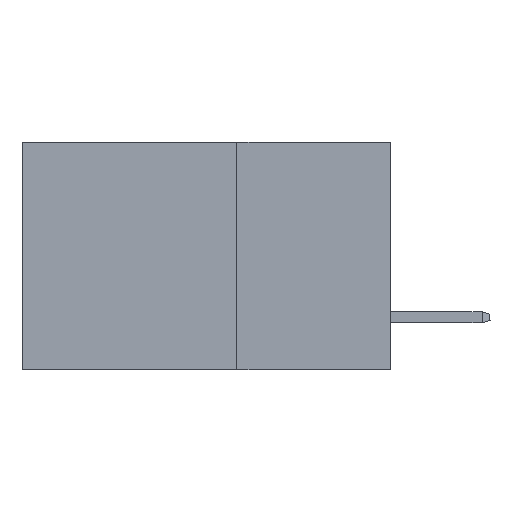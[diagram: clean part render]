
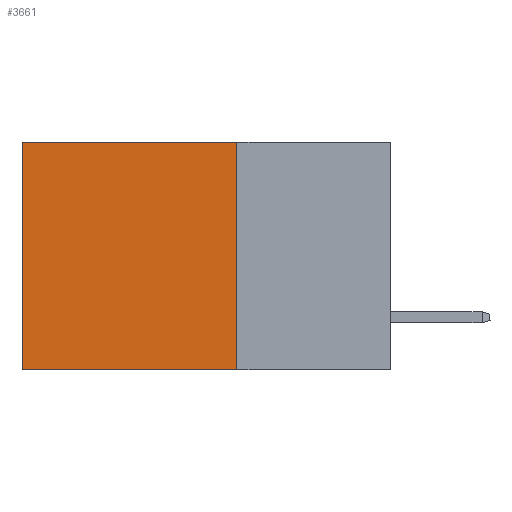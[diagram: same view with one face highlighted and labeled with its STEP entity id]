
A CAD part, left-side view. The second image highlights one B-rep face of the part: STEP entity #3661.
In plain terms, the highlighted planar face has unit normal (-1, 0, 0).
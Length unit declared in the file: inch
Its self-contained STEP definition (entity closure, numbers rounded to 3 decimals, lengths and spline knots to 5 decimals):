
#451 = ORIENTED_EDGE ( 'NONE', *, *, #13492, .T. ) ;
#653 = VECTOR ( 'NONE', #1150, 39.37008 ) ;
#1150 = DIRECTION ( 'NONE',  ( 0., 1., 0. ) ) ;
#1206 = LINE ( 'NONE', #11346, #14825 ) ;
#1568 = LINE ( 'NONE', #12566, #11288 ) ;
#1973 = DIRECTION ( 'NONE',  ( 1., 0., 0. ) ) ;
#2367 = CARTESIAN_POINT ( 'NONE',  ( 0.2875, 0.6, 0. ) ) ;
#2528 = CARTESIAN_POINT ( 'NONE',  ( 0.2875, 0.25, -0.37 ) ) ;
#2619 = DIRECTION ( 'NONE',  ( 0., 0., -1. ) ) ;
#3096 = EDGE_CURVE ( 'NONE', #13218, #11423, #5974, .T. ) ;
#3661 = ADVANCED_FACE ( 'NONE', ( #11210 ), #16731, .F. ) ;
#3712 = DIRECTION ( 'NONE',  ( 0., 0., -1. ) ) ;
#5139 = EDGE_CURVE ( 'NONE', #9211, #11415, #1206, .T. ) ;
#5259 = CARTESIAN_POINT ( 'NONE',  ( 0.2875, 0.25, 0. ) ) ;
#5260 = EDGE_LOOP ( 'NONE', ( #15404, #12984, #14510, #451 ) ) ;
#5974 = LINE ( 'NONE', #15856, #14292 ) ;
#6199 = AXIS2_PLACEMENT_3D ( 'NONE', #16557, #1973, #11095 ) ;
#6201 = EDGE_CURVE ( 'NONE', #11423, #11415, #1568, .T. ) ;
#7716 = CARTESIAN_POINT ( 'NONE',  ( 0.2875, 0.6, -0.37 ) ) ;
#9211 = VERTEX_POINT ( 'NONE', #2367 ) ;
#11095 = DIRECTION ( 'NONE',  ( 0., 0., -1. ) ) ;
#11210 = FACE_OUTER_BOUND ( 'NONE', #5260, .T. ) ;
#11288 = VECTOR ( 'NONE', #11312, 39.37008 ) ;
#11312 = DIRECTION ( 'NONE',  ( 0., 1., 0. ) ) ;
#11346 = CARTESIAN_POINT ( 'NONE',  ( 0.2875, 0.6, 0. ) ) ;
#11415 = VERTEX_POINT ( 'NONE', #7716 ) ;
#11423 = VERTEX_POINT ( 'NONE', #2528 ) ;
#12566 = CARTESIAN_POINT ( 'NONE',  ( 0.2875, 0.25, -0.37 ) ) ;
#12984 = ORIENTED_EDGE ( 'NONE', *, *, #6201, .F. ) ;
#13218 = VERTEX_POINT ( 'NONE', #5259 ) ;
#13492 = EDGE_CURVE ( 'NONE', #13218, #9211, #15704, .T. ) ;
#14292 = VECTOR ( 'NONE', #2619, 39.37008 ) ;
#14510 = ORIENTED_EDGE ( 'NONE', *, *, #3096, .F. ) ;
#14825 = VECTOR ( 'NONE', #3712, 39.37008 ) ;
#15361 = CARTESIAN_POINT ( 'NONE',  ( 0.2875, 0.25, 0. ) ) ;
#15404 = ORIENTED_EDGE ( 'NONE', *, *, #5139, .T. ) ;
#15704 = LINE ( 'NONE', #15361, #653 ) ;
#15856 = CARTESIAN_POINT ( 'NONE',  ( 0.2875, 0.25, 0. ) ) ;
#16557 = CARTESIAN_POINT ( 'NONE',  ( 0.2875, 0.25, 0. ) ) ;
#16731 = PLANE ( 'NONE',  #6199 ) ;
